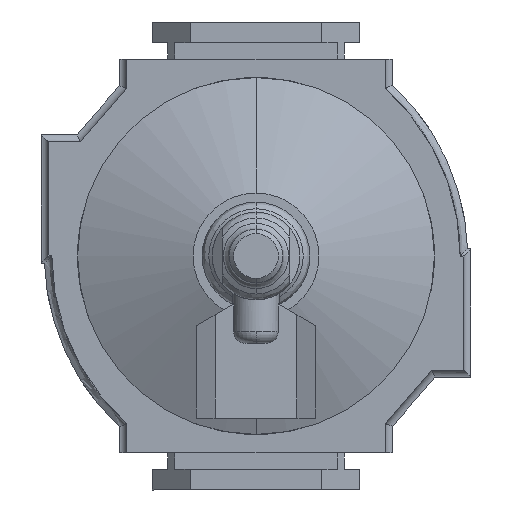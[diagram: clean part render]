
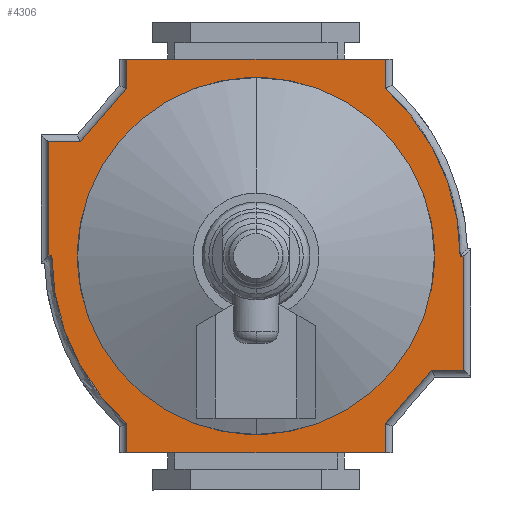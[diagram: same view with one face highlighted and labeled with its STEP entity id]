
A CAD part, front view. The second image highlights one B-rep face of the part: STEP entity #4306.
In plain terms, the highlighted face is planar.
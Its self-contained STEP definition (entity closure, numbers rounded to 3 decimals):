
#7 = DIRECTION ( 'NONE',  ( -0.757, 0., -0.654 ) ) ;
#40 = CARTESIAN_POINT ( 'NONE',  ( 0., 0., 34.9 ) ) ;
#218 = LINE ( 'NONE', #3087, #3760 ) ;
#308 = LINE ( 'NONE', #2572, #4054 ) ;
#336 = CARTESIAN_POINT ( 'NONE',  ( -28.622, 0., -22.1 ) ) ;
#381 = VECTOR ( 'NONE', #8652, 1000. ) ;
#394 = VECTOR ( 'NONE', #3538, 1000. ) ;
#423 = VECTOR ( 'NONE', #2993, 1000. ) ;
#477 = DIRECTION ( 'NONE',  ( -1., 0., 0. ) ) ;
#534 = DIRECTION ( 'NONE',  ( 0., 0., -1. ) ) ;
#570 = LINE ( 'NONE', #7127, #394 ) ;
#885 = CARTESIAN_POINT ( 'NONE',  ( -19.5, 0., 30. ) ) ;
#942 = LINE ( 'NONE', #1667, #2073 ) ;
#1020 = CARTESIAN_POINT ( 'NONE',  ( 33.65, 0., -22.1 ) ) ;
#1032 = VERTEX_POINT ( 'NONE', #5579 ) ;
#1087 = DIRECTION ( 'NONE',  ( 0.757, 0., 0.654 ) ) ;
#1143 = CARTESIAN_POINT ( 'NONE',  ( 33.65, 0., 22.1 ) ) ;
#1168 = CARTESIAN_POINT ( 'NONE',  ( 28.65, 0., -22.1 ) ) ;
#1237 = CARTESIAN_POINT ( 'NONE',  ( 0., 0., -34.9 ) ) ;
#1269 = LINE ( 'NONE', #4133, #423 ) ;
#1322 = CARTESIAN_POINT ( 'NONE',  ( 0., 0., 35.5 ) ) ;
#1401 = DIRECTION ( 'NONE',  ( 0., 1., 0. ) ) ;
#1424 = EDGE_CURVE ( 'NONE', #7237, #4814, #2352, .T. ) ;
#1468 = DIRECTION ( 'NONE',  ( 0., -1., 0. ) ) ;
#1523 = ORIENTED_EDGE ( 'NONE', *, *, #2063, .F. ) ;
#1667 = CARTESIAN_POINT ( 'NONE',  ( 19.5, 0., -30. ) ) ;
#1877 = VERTEX_POINT ( 'NONE', #1237 ) ;
#1904 = AXIS2_PLACEMENT_3D ( 'NONE', #4287, #1468, #8017 ) ;
#1931 = EDGE_LOOP ( 'NONE', ( #2177, #8242, #9136, #1523, #5570, #7153, #4395, #5635, #8900, #2639, #9188, #5852, #4373, #2453, #2888, #4114 ) ) ;
#1995 = VERTEX_POINT ( 'NONE', #3594 ) ;
#2063 = EDGE_CURVE ( 'NONE', #5135, #5397, #570, .T. ) ;
#2073 = VECTOR ( 'NONE', #1087, 1000. ) ;
#2138 = VERTEX_POINT ( 'NONE', #1020 ) ;
#2177 = ORIENTED_EDGE ( 'NONE', *, *, #8898, .F. ) ;
#2352 = CIRCLE ( 'NONE', #1904, 38.4 ) ;
#2433 = CARTESIAN_POINT ( 'NONE',  ( 0., 0., -35.5 ) ) ;
#2453 = ORIENTED_EDGE ( 'NONE', *, *, #2534, .F. ) ;
#2522 = CARTESIAN_POINT ( 'NONE',  ( -28.65, 0., 22.1 ) ) ;
#2534 = EDGE_CURVE ( 'NONE', #8913, #6516, #942, .T. ) ;
#2572 = CARTESIAN_POINT ( 'NONE',  ( -33.65, 0., -22.1 ) ) ;
#2599 = DIRECTION ( 'NONE',  ( 0., -1., 0. ) ) ;
#2639 = ORIENTED_EDGE ( 'NONE', *, *, #1424, .F. ) ;
#2645 = LINE ( 'NONE', #8532, #5732 ) ;
#2715 = CARTESIAN_POINT ( 'NONE',  ( -28.65, 0., 22.1 ) ) ;
#2888 = ORIENTED_EDGE ( 'NONE', *, *, #4188, .F. ) ;
#2917 = VERTEX_POINT ( 'NONE', #7405 ) ;
#2936 = VECTOR ( 'NONE', #5596, 1000. ) ;
#2993 = DIRECTION ( 'NONE',  ( 1., 0., 0. ) ) ;
#3038 = EDGE_CURVE ( 'NONE', #6516, #2138, #1269, .T. ) ;
#3087 = CARTESIAN_POINT ( 'NONE',  ( 19.5, 0., -35.5 ) ) ;
#3126 = CIRCLE ( 'NONE', #7954, 38.4 ) ;
#3230 = LINE ( 'NONE', #4750, #8808 ) ;
#3319 = PLANE ( 'NONE',  #9011 ) ;
#3350 = CARTESIAN_POINT ( 'NONE',  ( -33.65, 0., -22.1 ) ) ;
#3516 = DIRECTION ( 'NONE',  ( 0., 0., 1. ) ) ;
#3538 = DIRECTION ( 'NONE',  ( 0., 0., -1. ) ) ;
#3594 = CARTESIAN_POINT ( 'NONE',  ( -19.5, 0., 30. ) ) ;
#3650 = CARTESIAN_POINT ( 'NONE',  ( -33.65, 0., 22.1 ) ) ;
#3687 = CARTESIAN_POINT ( 'NONE',  ( 0., 0., 35.5 ) ) ;
#3691 = EDGE_CURVE ( 'NONE', #1995, #3959, #7173, .T. ) ;
#3714 = CARTESIAN_POINT ( 'NONE',  ( 0., 0., 34.9 ) ) ;
#3760 = VECTOR ( 'NONE', #8827, 1000. ) ;
#3904 = VECTOR ( 'NONE', #3927, 1000. ) ;
#3927 = DIRECTION ( 'NONE',  ( -1., 0., 0. ) ) ;
#3959 = VERTEX_POINT ( 'NONE', #2715 ) ;
#4054 = VECTOR ( 'NONE', #5481, 1000. ) ;
#4114 = ORIENTED_EDGE ( 'NONE', *, *, #7214, .F. ) ;
#4133 = CARTESIAN_POINT ( 'NONE',  ( 28.65, 0., -22.1 ) ) ;
#4188 = EDGE_CURVE ( 'NONE', #6232, #8913, #218, .T. ) ;
#4287 = CARTESIAN_POINT ( 'NONE',  ( 0., 0., -3.5 ) ) ;
#4306 = ADVANCED_FACE ( 'NONE', ( #4886 ), #3319, .T. ) ;
#4373 = ORIENTED_EDGE ( 'NONE', *, *, #3038, .F. ) ;
#4395 = ORIENTED_EDGE ( 'NONE', *, *, #8203, .F. ) ;
#4400 = CARTESIAN_POINT ( 'NONE',  ( 0., 0., 0. ) ) ;
#4633 = EDGE_CURVE ( 'NONE', #3959, #5135, #6299, .T. ) ;
#4671 = DIRECTION ( 'NONE',  ( 0., 0., 1. ) ) ;
#4712 = LINE ( 'NONE', #1322, #6260 ) ;
#4750 = CARTESIAN_POINT ( 'NONE',  ( 33.65, 0., -22.1 ) ) ;
#4809 = VECTOR ( 'NONE', #7, 1000. ) ;
#4814 = VERTEX_POINT ( 'NONE', #40 ) ;
#4886 = FACE_OUTER_BOUND ( 'NONE', #1931, .T. ) ;
#5135 = VERTEX_POINT ( 'NONE', #3650 ) ;
#5342 = EDGE_CURVE ( 'NONE', #1032, #7237, #7654, .T. ) ;
#5388 = DIRECTION ( 'NONE',  ( -1., 0., 0. ) ) ;
#5397 = VERTEX_POINT ( 'NONE', #3350 ) ;
#5481 = DIRECTION ( 'NONE',  ( 1., 0., 0. ) ) ;
#5570 = ORIENTED_EDGE ( 'NONE', *, *, #4633, .F. ) ;
#5574 = VECTOR ( 'NONE', #5388, 1000. ) ;
#5579 = CARTESIAN_POINT ( 'NONE',  ( 33.65, 0., 22.1 ) ) ;
#5596 = DIRECTION ( 'NONE',  ( 1., 0., 0. ) ) ;
#5635 = ORIENTED_EDGE ( 'NONE', *, *, #6962, .F. ) ;
#5732 = VECTOR ( 'NONE', #534, 1000. ) ;
#5852 = ORIENTED_EDGE ( 'NONE', *, *, #7268, .F. ) ;
#6090 = DIRECTION ( 'NONE',  ( 0., 0., -1. ) ) ;
#6168 = DIRECTION ( 'NONE',  ( 0., 0., 1. ) ) ;
#6232 = VERTEX_POINT ( 'NONE', #6547 ) ;
#6260 = VECTOR ( 'NONE', #477, 1000. ) ;
#6264 = CARTESIAN_POINT ( 'NONE',  ( 0., 0., -35.5 ) ) ;
#6299 = LINE ( 'NONE', #2522, #5574 ) ;
#6516 = VERTEX_POINT ( 'NONE', #1168 ) ;
#6547 = CARTESIAN_POINT ( 'NONE',  ( 19.5, 0., -35.5 ) ) ;
#6962 = EDGE_CURVE ( 'NONE', #9054, #2917, #4712, .T. ) ;
#7075 = EDGE_CURVE ( 'NONE', #4814, #9054, #7220, .T. ) ;
#7127 = CARTESIAN_POINT ( 'NONE',  ( -33.65, 0., 22.1 ) ) ;
#7138 = CARTESIAN_POINT ( 'NONE',  ( 19.5, 0., -30. ) ) ;
#7153 = ORIENTED_EDGE ( 'NONE', *, *, #3691, .F. ) ;
#7173 = LINE ( 'NONE', #885, #4809 ) ;
#7214 = EDGE_CURVE ( 'NONE', #8801, #6232, #8312, .T. ) ;
#7220 = LINE ( 'NONE', #3714, #381 ) ;
#7237 = VERTEX_POINT ( 'NONE', #7579 ) ;
#7268 = EDGE_CURVE ( 'NONE', #2138, #1032, #3230, .T. ) ;
#7405 = CARTESIAN_POINT ( 'NONE',  ( -19.5, 0., 35.5 ) ) ;
#7457 = VERTEX_POINT ( 'NONE', #336 ) ;
#7579 = CARTESIAN_POINT ( 'NONE',  ( 28.622, 0., 22.1 ) ) ;
#7599 = LINE ( 'NONE', #7648, #9282 ) ;
#7648 = CARTESIAN_POINT ( 'NONE',  ( -19.5, 0., 35.5 ) ) ;
#7654 = LINE ( 'NONE', #1143, #3904 ) ;
#7954 = AXIS2_PLACEMENT_3D ( 'NONE', #9038, #2599, #4671 ) ;
#8017 = DIRECTION ( 'NONE',  ( 0., 0., -1. ) ) ;
#8203 = EDGE_CURVE ( 'NONE', #2917, #1995, #7599, .T. ) ;
#8206 = EDGE_CURVE ( 'NONE', #7457, #1877, #3126, .T. ) ;
#8242 = ORIENTED_EDGE ( 'NONE', *, *, #8206, .F. ) ;
#8312 = LINE ( 'NONE', #6264, #2936 ) ;
#8506 = EDGE_CURVE ( 'NONE', #5397, #7457, #308, .T. ) ;
#8532 = CARTESIAN_POINT ( 'NONE',  ( 0., 0., -34.9 ) ) ;
#8652 = DIRECTION ( 'NONE',  ( 0., 0., 1. ) ) ;
#8801 = VERTEX_POINT ( 'NONE', #2433 ) ;
#8808 = VECTOR ( 'NONE', #6168, 1000. ) ;
#8827 = DIRECTION ( 'NONE',  ( 0., 0., 1. ) ) ;
#8898 = EDGE_CURVE ( 'NONE', #1877, #8801, #2645, .T. ) ;
#8900 = ORIENTED_EDGE ( 'NONE', *, *, #7075, .F. ) ;
#8913 = VERTEX_POINT ( 'NONE', #7138 ) ;
#9011 = AXIS2_PLACEMENT_3D ( 'NONE', #4400, #1401, #3516 ) ;
#9038 = CARTESIAN_POINT ( 'NONE',  ( 0., 0., 3.5 ) ) ;
#9054 = VERTEX_POINT ( 'NONE', #3687 ) ;
#9136 = ORIENTED_EDGE ( 'NONE', *, *, #8506, .F. ) ;
#9188 = ORIENTED_EDGE ( 'NONE', *, *, #5342, .F. ) ;
#9282 = VECTOR ( 'NONE', #6090, 1000. ) ;
